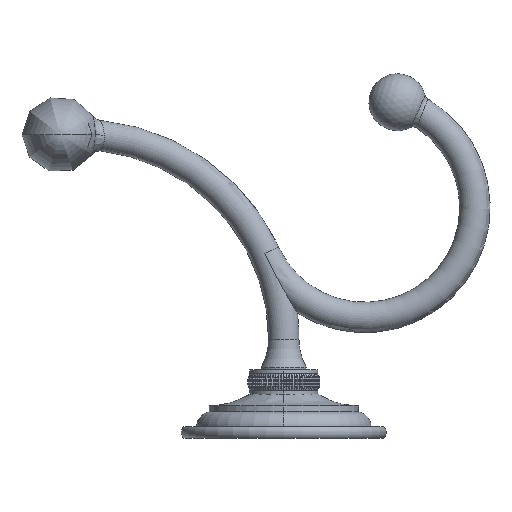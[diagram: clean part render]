
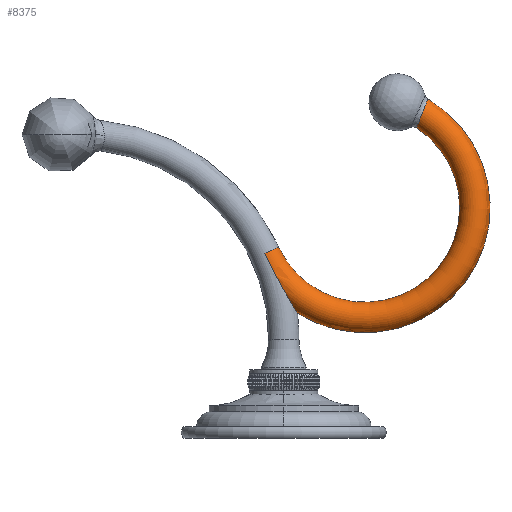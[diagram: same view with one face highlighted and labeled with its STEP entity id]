
A CAD part, left-side view. The second image highlights one B-rep face of the part: STEP entity #8375.
In plain terms, the highlighted toroidal (fillet/blend) face has major radius 29 mm and minor radius 4 mm.
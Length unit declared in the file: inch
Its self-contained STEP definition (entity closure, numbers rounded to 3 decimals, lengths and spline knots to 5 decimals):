
#2757=CARTESIAN_POINT('',(-0.1575,0.1955,
1.79728));
#2758=CARTESIAN_POINT('',(-0.1575,0.18205,
1.76817));
#2759=CARTESIAN_POINT('',(-0.15751,0.15601,
1.71325));
#2760=CARTESIAN_POINT('',(-0.15728,0.12003,
1.64065));
#2761=CARTESIAN_POINT('',(-0.15635,0.08675,
1.57598));
#2762=CARTESIAN_POINT('',(-0.15434,0.05608,
1.51828));
#2763=CARTESIAN_POINT('',(-0.15099,0.02785,
1.46665));
#2764=CARTESIAN_POINT('',(-0.14617,0.00197,
1.42046));
#2765=CARTESIAN_POINT('',(-0.13983,-0.02166,
1.37916));
#2766=CARTESIAN_POINT('',(-0.13196,-0.04311,
1.34235));
#2767=CARTESIAN_POINT('',(-0.12264,-0.0624,
1.30977));
#2768=CARTESIAN_POINT('',(-0.11196,-0.07954,
1.28119));
#2769=CARTESIAN_POINT('',(-0.10005,-0.09456,
1.25644));
#2770=CARTESIAN_POINT('',(-0.08703,-0.10748,
1.23537));
#2771=CARTESIAN_POINT('',(-0.07309,-0.11828,
1.21788));
#2772=CARTESIAN_POINT('',(-0.05844,-0.12695,
1.20393));
#2773=CARTESIAN_POINT('',(-0.04334,-0.13348,
1.19347));
#2774=CARTESIAN_POINT('',(-0.02846,-0.13783,
1.18653));
#2775=CARTESIAN_POINT('',(-0.01406,-0.14026,
1.18266));
#2776=CARTESIAN_POINT('',(-0.00463,-0.14078,
1.18184));
#2777=CARTESIAN_POINT('',(0.,-0.14078,1.18184));
#2837=CARTESIAN_POINT('',(0.,-0.14078,1.18184));
#2996=CARTESIAN_POINT('',(0.,-0.8414,2.276));
#2997=DIRECTION('',(-1.,0.,0.));
#2998=DIRECTION('',(0.,0.539,-0.842));
#2999=AXIS2_PLACEMENT_3D('',#2996,#2997,#2998);
#3011=CARTESIAN_POINT('',(0.,-1.37653,
3.10207));
#3012=CARTESIAN_POINT('',(-0.00855,-1.37653,
3.10207));
#3013=CARTESIAN_POINT('',(-0.02566,-1.37705,
3.10339));
#3014=CARTESIAN_POINT('',(-0.05071,-1.37938,
3.10933));
#3015=CARTESIAN_POINT('',(-0.07447,-1.38322,
3.11907));
#3016=CARTESIAN_POINT('',(-0.09635,-1.38848,
3.13243));
#3017=CARTESIAN_POINT('',(-0.11569,-1.39504,
3.14907));
#3018=CARTESIAN_POINT('',(-0.13193,-1.40274,
3.16855));
#3019=CARTESIAN_POINT('',(-0.14458,-1.41137,
3.19036));
#3020=CARTESIAN_POINT('',(-0.15325,-1.42068,
3.21387));
#3021=CARTESIAN_POINT('',(-0.15766,-1.4304,
3.23841));
#3022=CARTESIAN_POINT('',(-0.1577,-1.44026,
3.26326));
#3023=CARTESIAN_POINT('',(-0.15337,-1.44998,
3.28773));
#3024=CARTESIAN_POINT('',(-0.14481,-1.45927,
3.31113));
#3025=CARTESIAN_POINT('',(-0.13228,-1.46788,
3.33283));
#3026=CARTESIAN_POINT('',(-0.11615,-1.47558,
3.35223));
#3027=CARTESIAN_POINT('',(-0.09688,-1.48217,
3.36884));
#3028=CARTESIAN_POINT('',(-0.07501,-1.48748,
3.3822));
#3029=CARTESIAN_POINT('',(-0.05112,-1.49137,
3.392));
#3030=CARTESIAN_POINT('',(-0.02589,-1.49374,
3.39797));
#3031=CARTESIAN_POINT('',(-0.00863,-1.49427,
3.3993));
#3032=CARTESIAN_POINT('',(0.,-1.49427,
3.3993));
#3034=CARTESIAN_POINT('',(0.,-0.8414,2.276));
#3035=DIRECTION('',(-1.,0.,0.));
#3036=DIRECTION('',(0.,0.908,-0.419));
#3037=AXIS2_PLACEMENT_3D('',#3034,#3035,#3036);
#3044=CARTESIAN_POINT('',(0.,0.19521,1.79742));
#3045=DIRECTION('',(0.,-0.419,-0.908));
#3046=DIRECTION('',(0.,-0.908,0.419));
#3047=AXIS2_PLACEMENT_3D('',#3044,#3045,#3046);
#3453=VERTEX_POINT('',#2837);
#3455=VERTEX_POINT('',#2757);
#3458=CARTESIAN_POINT('',(0.,0.05221,1.86344));
#3459=VERTEX_POINT('',#3458);
#3478=VERTEX_POINT('',#3011);
#3479=VERTEX_POINT('',#3032);
#8362=CARTESIAN_POINT('',(0.,-0.8414,2.276));
#8363=DIRECTION('',(-1.,0.,0.));
#8364=DIRECTION('',(0.,-0.908,0.419));
#8365=AXIS2_PLACEMENT_3D('',#8362,#8363,#8364);
#8366=TOROIDAL_SURFACE('',#8365,1.14175,0.1575);
#8367=ORIENTED_EDGE('',*,*,#8353,.T.);
#8368=ORIENTED_EDGE('',*,*,#8184,.F.);
#8369=ORIENTED_EDGE('',*,*,#7854,.F.);
#8371=ORIENTED_EDGE('',*,*,#8370,.F.);
#8372=ORIENTED_EDGE('',*,*,#8179,.T.);
#8373=EDGE_LOOP('',(#8367,#8368,#8369,#8371,#8372));
#8374=FACE_OUTER_BOUND('',#8373,.F.);
#8375=ADVANCED_FACE('',(#8374),#8366,.T.);
#2778=B_SPLINE_CURVE_WITH_KNOTS('',3,(#2757,#2758,#2759,#2760,#2761,#2762,#2763,
#2764,#2765,#2766,#2767,#2768,#2769,#2770,#2771,#2772,#2773,#2774,#2775,#2776,
#2777),.UNSPECIFIED.,.F.,.F.,(4,1,1,1,1,1,1,1,1,1,1,1,1,1,1,1,1,1,4),(0.,
0.05556,0.11111,0.16667,0.22222,
0.27778,0.33333,0.38889,0.44444,0.5,
0.55556,0.61111,0.66667,0.72222,
0.77778,0.83333,0.88889,0.94444,1.),
.UNSPECIFIED.);
#3000=CIRCLE('',#2999,1.29925);
#3033=B_SPLINE_CURVE_WITH_KNOTS('',3,(#3011,#3012,#3013,#3014,#3015,#3016,#3017,
#3018,#3019,#3020,#3021,#3022,#3023,#3024,#3025,#3026,#3027,#3028,#3029,#3030,
#3031,#3032),.UNSPECIFIED.,.F.,.F.,(4,1,1,1,1,1,1,1,1,1,1,1,1,1,1,1,1,1,1,4),(
0.,0.05263,0.10526,0.15789,0.21053,
0.26316,0.31579,0.36842,0.42105,
0.47368,0.52632,0.57895,0.63158,
0.68421,0.73684,0.78947,0.84211,
0.89474,0.94737,1.),.UNSPECIFIED.);
#3038=CIRCLE('',#3037,0.98425);
#3048=CIRCLE('',#3047,0.1575);
#7854=EDGE_CURVE('',#3455,#3453,#2778,.T.);
#8179=EDGE_CURVE('',#3459,#3478,#3038,.T.);
#8184=EDGE_CURVE('',#3453,#3479,#3000,.T.);
#8353=EDGE_CURVE('',#3478,#3479,#3033,.T.);
#8370=EDGE_CURVE('',#3459,#3455,#3048,.T.);
